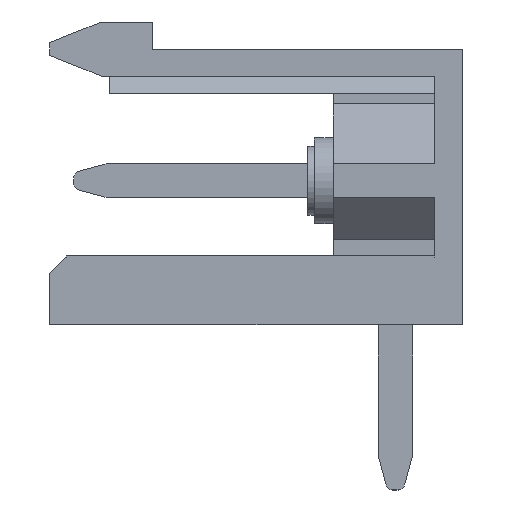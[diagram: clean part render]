
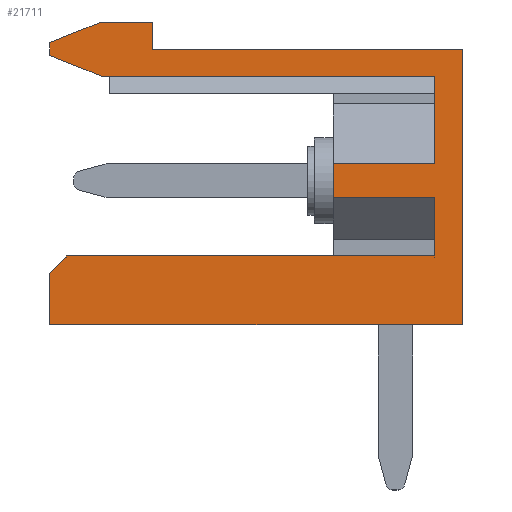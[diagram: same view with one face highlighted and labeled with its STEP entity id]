
A CAD part, left-side view. The second image highlights one B-rep face of the part: STEP entity #21711.
In plain terms, the highlighted planar face has unit normal (-1, 0, 0).
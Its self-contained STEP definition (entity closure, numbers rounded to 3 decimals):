
#706 = EDGE_CURVE ( 'NONE', #1749, #10605, #15084, .T. ) ;
#819 = LINE ( 'NONE', #5401, #30321 ) ;
#1627 = VECTOR ( 'NONE', #28289, 1000. ) ;
#1734 = CARTESIAN_POINT ( 'NONE',  ( 0., 3.75, -3.31 ) ) ;
#1749 = VERTEX_POINT ( 'NONE', #12315 ) ;
#2307 = CARTESIAN_POINT ( 'NONE',  ( 0., 0.8, -4.31 ) ) ;
#2442 = AXIS2_PLACEMENT_3D ( 'NONE', #17026, #37466, #19955 ) ;
#2523 = LINE ( 'NONE', #1734, #1627 ) ;
#3422 = CARTESIAN_POINT ( 'NONE',  ( 0., 12., 0.2 ) ) ;
#3819 = LINE ( 'NONE', #26950, #10786 ) ;
#4474 = CARTESIAN_POINT ( 'NONE',  ( 0., 0., -8. ) ) ;
#4996 = ORIENTED_EDGE ( 'NONE', *, *, #16244, .F. ) ;
#5401 = CARTESIAN_POINT ( 'NONE',  ( 0., 0.8, -0.77 ) ) ;
#5449 = VERTEX_POINT ( 'NONE', #7264 ) ;
#5960 = CARTESIAN_POINT ( 'NONE',  ( 0., 0.8, -6. ) ) ;
#6062 = CARTESIAN_POINT ( 'NONE',  ( 0., 0., -8. ) ) ;
#6431 = EDGE_CURVE ( 'NONE', #5449, #31202, #14279, .T. ) ;
#7013 = VECTOR ( 'NONE', #29381, 1000. ) ;
#7264 = CARTESIAN_POINT ( 'NONE',  ( 0., 12., -0.17 ) ) ;
#7642 = VERTEX_POINT ( 'NONE', #22530 ) ;
#7686 = DIRECTION ( 'NONE',  ( 0., 0., 1. ) ) ;
#7871 = CARTESIAN_POINT ( 'NONE',  ( 0., 9.01, 0. ) ) ;
#7918 = LINE ( 'NONE', #28152, #37269 ) ;
#7930 = LINE ( 'NONE', #14764, #7013 ) ;
#8230 = EDGE_CURVE ( 'NONE', #15158, #23809, #2523, .T. ) ;
#8341 = CARTESIAN_POINT ( 'NONE',  ( 0., 12., -8. ) ) ;
#8724 = DIRECTION ( 'NONE',  ( 0., 0., 1. ) ) ;
#8729 = ORIENTED_EDGE ( 'NONE', *, *, #13538, .T. ) ;
#9114 = LINE ( 'NONE', #4474, #31640 ) ;
#9137 = CARTESIAN_POINT ( 'NONE',  ( 0., 3.75, -3.31 ) ) ;
#10605 = VERTEX_POINT ( 'NONE', #19893 ) ;
#10632 = LINE ( 'NONE', #27658, #24403 ) ;
#10772 = EDGE_CURVE ( 'NONE', #20034, #12380, #7930, .T. ) ;
#10786 = VECTOR ( 'NONE', #29908, 1000. ) ;
#10872 = EDGE_CURVE ( 'NONE', #28891, #37931, #19006, .T. ) ;
#11058 = DIRECTION ( 'NONE',  ( 0., 0.928, 0.371 ) ) ;
#11513 = EDGE_CURVE ( 'NONE', #28486, #7642, #29969, .T. ) ;
#12315 = CARTESIAN_POINT ( 'NONE',  ( 0., 12., -8. ) ) ;
#12380 = VERTEX_POINT ( 'NONE', #7871 ) ;
#12397 = VECTOR ( 'NONE', #17940, 1000. ) ;
#12442 = VECTOR ( 'NONE', #26581, 1000. ) ;
#13312 = VECTOR ( 'NONE', #11058, 1000. ) ;
#13538 = EDGE_CURVE ( 'NONE', #15158, #28891, #34826, .T. ) ;
#13812 = EDGE_CURVE ( 'NONE', #22451, #1749, #9114, .T. ) ;
#14074 = PLANE ( 'NONE',  #2442 ) ;
#14166 = VECTOR ( 'NONE', #8724, 1000. ) ;
#14184 = LINE ( 'NONE', #23593, #28863 ) ;
#14222 = CARTESIAN_POINT ( 'NONE',  ( 0., 0.8, -6. ) ) ;
#14279 = LINE ( 'NONE', #19108, #36680 ) ;
#14764 = CARTESIAN_POINT ( 'NONE',  ( 0., 9.01, 0.8 ) ) ;
#14911 = ORIENTED_EDGE ( 'NONE', *, *, #706, .F. ) ;
#15084 = LINE ( 'NONE', #8341, #14166 ) ;
#15158 = VERTEX_POINT ( 'NONE', #15505 ) ;
#15270 = CARTESIAN_POINT ( 'NONE',  ( 0., 3.75, -4.31 ) ) ;
#15505 = CARTESIAN_POINT ( 'NONE',  ( 0., 3.75, -3.31 ) ) ;
#16244 = EDGE_CURVE ( 'NONE', #31202, #20542, #3819, .T. ) ;
#16666 = VERTEX_POINT ( 'NONE', #14222 ) ;
#16930 = DIRECTION ( 'NONE',  ( 0., -1., 0. ) ) ;
#16976 = EDGE_CURVE ( 'NONE', #26032, #10605, #14184, .T. ) ;
#17026 = CARTESIAN_POINT ( 'NONE',  ( 0., 0., 0. ) ) ;
#17217 = CARTESIAN_POINT ( 'NONE',  ( 0., 0., 0. ) ) ;
#17882 = CARTESIAN_POINT ( 'NONE',  ( 0., 10.5, -0.77 ) ) ;
#17940 = DIRECTION ( 'NONE',  ( 0., 0., -1. ) ) ;
#18165 = ORIENTED_EDGE ( 'NONE', *, *, #11513, .F. ) ;
#18567 = ORIENTED_EDGE ( 'NONE', *, *, #18630, .F. ) ;
#18630 = EDGE_CURVE ( 'NONE', #23957, #22451, #32895, .T. ) ;
#19006 = LINE ( 'NONE', #15270, #35458 ) ;
#19108 = CARTESIAN_POINT ( 'NONE',  ( 0., 12., -0.17 ) ) ;
#19893 = CARTESIAN_POINT ( 'NONE',  ( 0., 12., -6.5 ) ) ;
#19955 = DIRECTION ( 'NONE',  ( 0., 0., -1. ) ) ;
#20034 = VERTEX_POINT ( 'NONE', #23023 ) ;
#20131 = DIRECTION ( 'NONE',  ( 0., 0., -1. ) ) ;
#20542 = VERTEX_POINT ( 'NONE', #22602 ) ;
#20801 = DIRECTION ( 'NONE',  ( 0., 1., 0. ) ) ;
#21184 = EDGE_CURVE ( 'NONE', #12380, #23957, #27188, .T. ) ;
#21711 = ADVANCED_FACE ( 'NONE', ( #37153 ), #14074, .F. ) ;
#22040 = DIRECTION ( 'NONE',  ( 0., 0., 1. ) ) ;
#22164 = ORIENTED_EDGE ( 'NONE', *, *, #10772, .F. ) ;
#22280 = EDGE_CURVE ( 'NONE', #7642, #5449, #28905, .T. ) ;
#22451 = VERTEX_POINT ( 'NONE', #6062 ) ;
#22484 = ORIENTED_EDGE ( 'NONE', *, *, #24954, .F. ) ;
#22530 = CARTESIAN_POINT ( 'NONE',  ( 0., 10.5, -0.77 ) ) ;
#22602 = CARTESIAN_POINT ( 'NONE',  ( 0., 10.5, 0.8 ) ) ;
#22866 = CARTESIAN_POINT ( 'NONE',  ( 0., 12., -0.17 ) ) ;
#22920 = CARTESIAN_POINT ( 'NONE',  ( 0., 11.5, -6. ) ) ;
#23023 = CARTESIAN_POINT ( 'NONE',  ( 0., 9.01, 0.8 ) ) ;
#23058 = ORIENTED_EDGE ( 'NONE', *, *, #8230, .F. ) ;
#23593 = CARTESIAN_POINT ( 'NONE',  ( 0., 11.5, -6. ) ) ;
#23809 = VERTEX_POINT ( 'NONE', #36763 ) ;
#23957 = VERTEX_POINT ( 'NONE', #34452 ) ;
#24403 = VECTOR ( 'NONE', #33505, 1000. ) ;
#24954 = EDGE_CURVE ( 'NONE', #20542, #20034, #10632, .T. ) ;
#25382 = ORIENTED_EDGE ( 'NONE', *, *, #37531, .F. ) ;
#26014 = DIRECTION ( 'NONE',  ( 0., 0., 1. ) ) ;
#26032 = VERTEX_POINT ( 'NONE', #22920 ) ;
#26581 = DIRECTION ( 'NONE',  ( 0., -1., 0. ) ) ;
#26950 = CARTESIAN_POINT ( 'NONE',  ( 0., 10.5, 0.8 ) ) ;
#26997 = ORIENTED_EDGE ( 'NONE', *, *, #30564, .F. ) ;
#27188 = LINE ( 'NONE', #34425, #34016 ) ;
#27658 = CARTESIAN_POINT ( 'NONE',  ( 0., 10.5, 0.8 ) ) ;
#28033 = ORIENTED_EDGE ( 'NONE', *, *, #34055, .F. ) ;
#28073 = LINE ( 'NONE', #5960, #12442 ) ;
#28152 = CARTESIAN_POINT ( 'NONE',  ( 0., 0.8, -0.77 ) ) ;
#28289 = DIRECTION ( 'NONE',  ( 0., -1., 0. ) ) ;
#28486 = VERTEX_POINT ( 'NONE', #33438 ) ;
#28863 = VECTOR ( 'NONE', #29509, 1000. ) ;
#28891 = VERTEX_POINT ( 'NONE', #29478 ) ;
#28905 = LINE ( 'NONE', #22866, #13312 ) ;
#29381 = DIRECTION ( 'NONE',  ( 0., 0., -1. ) ) ;
#29478 = CARTESIAN_POINT ( 'NONE',  ( 0., 3.75, -4.31 ) ) ;
#29509 = DIRECTION ( 'NONE',  ( 0., 0.707, -0.707 ) ) ;
#29882 = ORIENTED_EDGE ( 'NONE', *, *, #22280, .F. ) ;
#29908 = DIRECTION ( 'NONE',  ( 0., -0.928, 0.371 ) ) ;
#29969 = LINE ( 'NONE', #17882, #36769 ) ;
#30321 = VECTOR ( 'NONE', #26014, 1000. ) ;
#30564 = EDGE_CURVE ( 'NONE', #23809, #28486, #819, .T. ) ;
#30982 = DIRECTION ( 'NONE',  ( 0., 1., 0. ) ) ;
#31084 = VECTOR ( 'NONE', #20131, 1000. ) ;
#31202 = VERTEX_POINT ( 'NONE', #3422 ) ;
#31399 = EDGE_LOOP ( 'NONE', ( #25382, #32644, #14911, #38084, #18567, #34806, #22164, #22484, #4996, #32146, #29882, #18165, #26997, #23058, #8729, #35939, #28033 ) ) ;
#31640 = VECTOR ( 'NONE', #30982, 1000. ) ;
#32146 = ORIENTED_EDGE ( 'NONE', *, *, #6431, .F. ) ;
#32644 = ORIENTED_EDGE ( 'NONE', *, *, #16976, .T. ) ;
#32895 = LINE ( 'NONE', #17217, #31084 ) ;
#33438 = CARTESIAN_POINT ( 'NONE',  ( 0., 0.8, -0.77 ) ) ;
#33505 = DIRECTION ( 'NONE',  ( 0., -1., 0. ) ) ;
#34016 = VECTOR ( 'NONE', #16930, 1000. ) ;
#34055 = EDGE_CURVE ( 'NONE', #16666, #37931, #7918, .T. ) ;
#34425 = CARTESIAN_POINT ( 'NONE',  ( 0., 9.01, 0. ) ) ;
#34452 = CARTESIAN_POINT ( 'NONE',  ( 0., 0., 0. ) ) ;
#34806 = ORIENTED_EDGE ( 'NONE', *, *, #21184, .F. ) ;
#34826 = LINE ( 'NONE', #9137, #12397 ) ;
#35458 = VECTOR ( 'NONE', #35713, 1000. ) ;
#35713 = DIRECTION ( 'NONE',  ( 0., -1., 0. ) ) ;
#35939 = ORIENTED_EDGE ( 'NONE', *, *, #10872, .T. ) ;
#36680 = VECTOR ( 'NONE', #22040, 1000. ) ;
#36763 = CARTESIAN_POINT ( 'NONE',  ( 0., 0.8, -3.31 ) ) ;
#36769 = VECTOR ( 'NONE', #20801, 1000. ) ;
#37153 = FACE_OUTER_BOUND ( 'NONE', #31399, .T. ) ;
#37269 = VECTOR ( 'NONE', #7686, 1000. ) ;
#37466 = DIRECTION ( 'NONE',  ( 1., 0., 0. ) ) ;
#37531 = EDGE_CURVE ( 'NONE', #26032, #16666, #28073, .T. ) ;
#37931 = VERTEX_POINT ( 'NONE', #2307 ) ;
#38084 = ORIENTED_EDGE ( 'NONE', *, *, #13812, .F. ) ;
